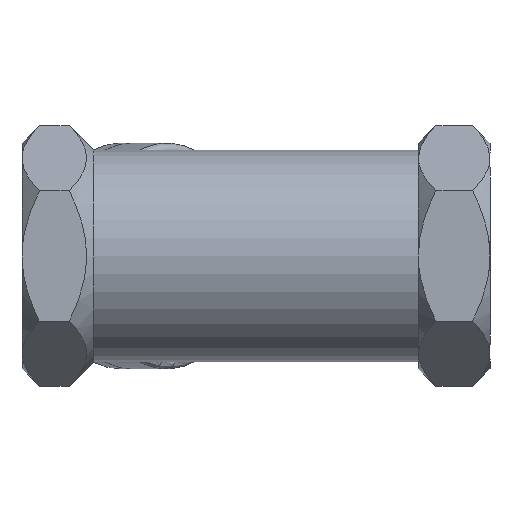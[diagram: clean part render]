
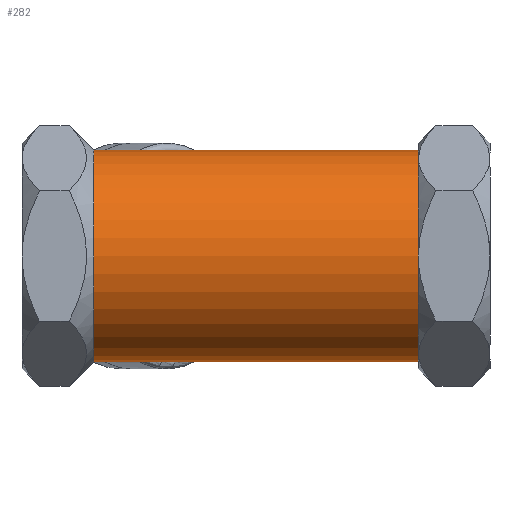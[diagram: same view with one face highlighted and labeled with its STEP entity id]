
A CAD part, front view. The second image highlights one B-rep face of the part: STEP entity #282.
In plain terms, the highlighted cylindrical face has radius 19.25 mm (diameter 38.5 mm), a partial arc.
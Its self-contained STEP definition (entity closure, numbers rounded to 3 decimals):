
#43 = EDGE_CURVE ( 'NONE', #109, #126, #1202, .T. ) ;
#109 = VERTEX_POINT ( 'NONE', #1354 ) ;
#126 = VERTEX_POINT ( 'NONE', #1364 ) ;
#282 = ADVANCED_FACE ( 'NONE', ( #1808 ), #1807, .T. ) ;
#284 = EDGE_LOOP ( 'NONE', ( #286, #288, #291, #368, #370, #331 ) ) ;
#286 = ORIENTED_EDGE ( 'NONE', *, *, #3796, .F. ) ;
#288 = ORIENTED_EDGE ( 'NONE', *, *, #43, .T. ) ;
#291 = ORIENTED_EDGE ( 'NONE', *, *, #292, .T. ) ;
#292 = EDGE_CURVE ( 'NONE', #126, #1048, #1796, .T. ) ;
#300 = EDGE_CURVE ( 'NONE', #3798, #344, #1831, .T. ) ;
#331 = ORIENTED_EDGE ( 'NONE', *, *, #300, .F. ) ;
#344 = VERTEX_POINT ( 'NONE', #1911 ) ;
#349 = VERTEX_POINT ( 'NONE', #1900 ) ;
#363 = EDGE_CURVE ( 'NONE', #1048, #349, #1948, .T. ) ;
#368 = ORIENTED_EDGE ( 'NONE', *, *, #363, .T. ) ;
#370 = ORIENTED_EDGE ( 'NONE', *, *, #371, .F. ) ;
#371 = EDGE_CURVE ( 'NONE', #344, #349, #1939, .T. ) ;
#1048 = VERTEX_POINT ( 'NONE', #3206 ) ;
#1198 = DIRECTION ( 'NONE',  ( 0., 0., -1. ) ) ;
#1199 = DIRECTION ( 'NONE',  ( 1., 0., 0. ) ) ;
#1200 = CARTESIAN_POINT ( 'NONE',  ( -44.03, 0., 0. ) ) ;
#1201 = AXIS2_PLACEMENT_3D ( 'NONE', #1200, #1199, #1198 ) ;
#1202 = CIRCLE ( 'NONE', #1201, 19.25 ) ;
#1354 = CARTESIAN_POINT ( 'NONE',  ( -44.03, 0., 19.25 ) ) ;
#1364 = CARTESIAN_POINT ( 'NONE',  ( -44.03, 0., -19.25 ) ) ;
#1793 = DIRECTION ( 'NONE',  ( 1., 0., 0. ) ) ;
#1794 = VECTOR ( 'NONE', #1793, 1000. ) ;
#1795 = CARTESIAN_POINT ( 'NONE',  ( -44.03, 0., -19.25 ) ) ;
#1796 = LINE ( 'NONE', #1795, #1794 ) ;
#1803 = DIRECTION ( 'NONE',  ( 0., 0., -1. ) ) ;
#1804 = DIRECTION ( 'NONE',  ( 1., 0., 0. ) ) ;
#1805 = AXIS2_PLACEMENT_3D ( 'NONE', #1814, #1804, #1803 ) ;
#1807 = CYLINDRICAL_SURFACE ( 'NONE', #1805, 19.25 ) ;
#1808 = FACE_OUTER_BOUND ( 'NONE', #284, .T. ) ;
#1814 = CARTESIAN_POINT ( 'NONE',  ( -44.03, 0., 0. ) ) ;
#1828 = DIRECTION ( 'NONE',  ( 1., 0., 0. ) ) ;
#1829 = VECTOR ( 'NONE', #1828, 1000. ) ;
#1830 = CARTESIAN_POINT ( 'NONE',  ( -44.03, 0., 19.25 ) ) ;
#1831 = LINE ( 'NONE', #1830, #1829 ) ;
#1900 = CARTESIAN_POINT ( 'NONE',  ( 14.97, 0., -19.25 ) ) ;
#1911 = CARTESIAN_POINT ( 'NONE',  ( 14.97, 0., 19.25 ) ) ;
#1935 = DIRECTION ( 'NONE',  ( 0., 0., -1. ) ) ;
#1936 = DIRECTION ( 'NONE',  ( 1., 0., 0. ) ) ;
#1937 = CARTESIAN_POINT ( 'NONE',  ( 14.97, 0., 0. ) ) ;
#1938 = AXIS2_PLACEMENT_3D ( 'NONE', #1937, #1936, #1935 ) ;
#1939 = CIRCLE ( 'NONE', #1938, 19.25 ) ;
#1945 = DIRECTION ( 'NONE',  ( 1., 0., 0. ) ) ;
#1946 = VECTOR ( 'NONE', #1945, 1000. ) ;
#1947 = CARTESIAN_POINT ( 'NONE',  ( -44.03, 0., -19.25 ) ) ;
#1948 = LINE ( 'NONE', #1947, #1946 ) ;
#3206 = CARTESIAN_POINT ( 'NONE',  ( 0., 0., -19.25 ) ) ;
#3584 = CARTESIAN_POINT ( 'NONE',  ( 0., 0., 19.25 ) ) ;
#3585 = DIRECTION ( 'NONE',  ( 1., 0., 0. ) ) ;
#3586 = VECTOR ( 'NONE', #3585, 1000. ) ;
#3587 = CARTESIAN_POINT ( 'NONE',  ( -44.03, 0., 19.25 ) ) ;
#3588 = LINE ( 'NONE', #3587, #3586 ) ;
#3796 = EDGE_CURVE ( 'NONE', #109, #3798, #3588, .T. ) ;
#3798 = VERTEX_POINT ( 'NONE', #3584 ) ;
